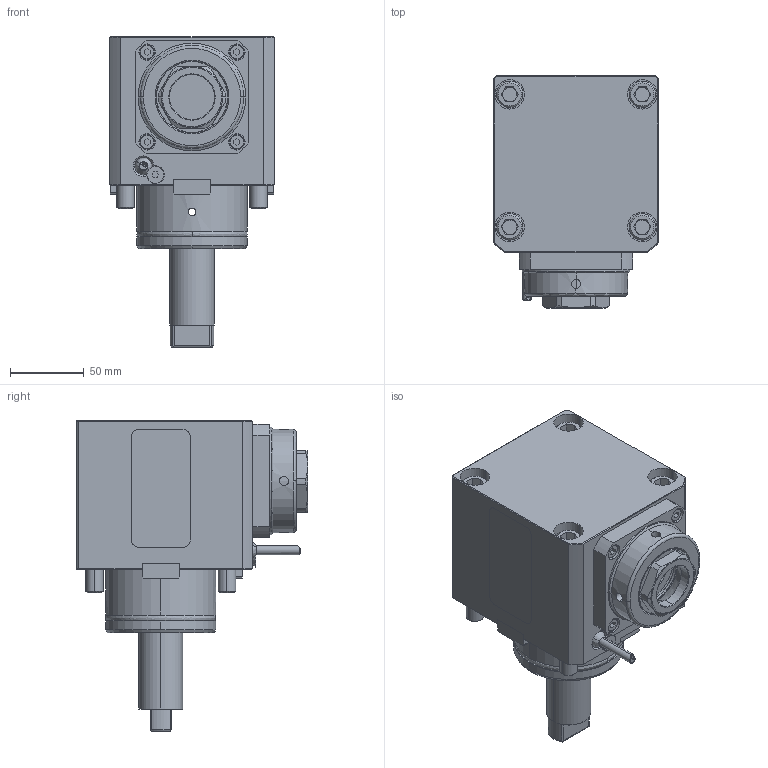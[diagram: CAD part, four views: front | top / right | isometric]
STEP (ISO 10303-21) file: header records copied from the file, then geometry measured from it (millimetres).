
FILE_DESCRIPTION (( 'STEP AP203' ), '1' );
FILE_NAME ('04-1163.STEP', '2023-11-30T23:42:32', ( '' ), ( '' ), 'SwSTEP 2.0', 'SolidWorks 2022', '' );
FILE_SCHEMA (( 'CONFIG_CONTROL_DESIGN' ));
Length unit declared in the file: inch
Products named in the file (1): 04-1163
Bounding box: 112 x 157.5 x 211 mm (x, y, z)
Surface area: 158236.2 mm2 (no closed solid volume)
Topology: 0 solids, 36 shells, 400 faces, 1163 edges, 792 vertices
Faces by surface type: plane 167, cylinder 126, cone 87, bspline 18, torus 2
Entity records: 17414 total; most frequent: CARTESIAN_POINT 6904, DIRECTION 2215, ORIENTED_EDGE 1961, EDGE_CURVE 1159, AXIS2_PLACEMENT_3D 809, VERTEX_POINT 792, VECTOR 597, LINE 597
